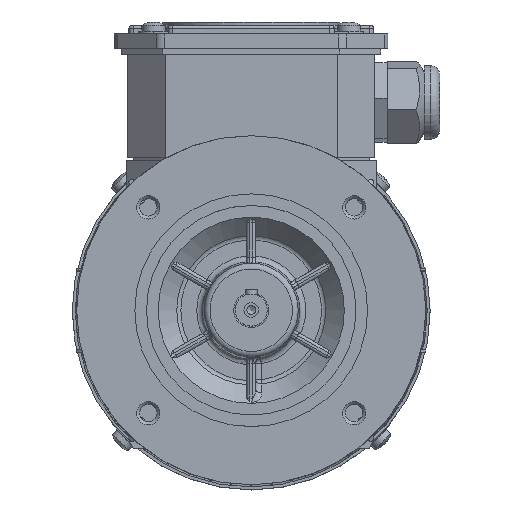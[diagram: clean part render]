
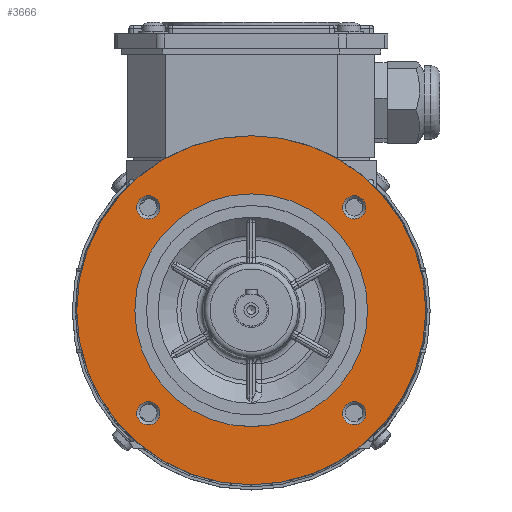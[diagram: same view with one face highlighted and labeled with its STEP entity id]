
A CAD part, top view. The second image highlights one B-rep face of the part: STEP entity #3666.
In plain terms, the highlighted planar face has unit normal (0, 0, 1).
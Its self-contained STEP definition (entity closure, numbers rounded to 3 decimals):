
#830=FACE_BOUND('',#7234,.T.);
#831=FACE_BOUND('',#7235,.T.);
#832=FACE_BOUND('',#7236,.T.);
#833=FACE_BOUND('',#7237,.T.);
#834=FACE_BOUND('',#7238,.T.);
#835=FACE_BOUND('',#7239,.T.);
#3666=ADVANCED_FACE('',(#830,#831,#832,#833,#834,#835),#4523,.F.);
#4523=PLANE('',#30533);
#7234=EDGE_LOOP('',(#14172));
#7235=EDGE_LOOP('',(#14173));
#7236=EDGE_LOOP('',(#14174));
#7237=EDGE_LOOP('',(#14175));
#7238=EDGE_LOOP('',(#14176));
#7239=EDGE_LOOP('',(#14177));
#14172=ORIENTED_EDGE('',*,*,#21925,.T.);
#14173=ORIENTED_EDGE('',*,*,#21926,.F.);
#14174=ORIENTED_EDGE('',*,*,#21924,.F.);
#14175=ORIENTED_EDGE('',*,*,#21916,.F.);
#14176=ORIENTED_EDGE('',*,*,#21908,.F.);
#14177=ORIENTED_EDGE('',*,*,#21900,.F.);
#17594=VERTEX_POINT('',#50328);
#17601=VERTEX_POINT('',#50347);
#17608=VERTEX_POINT('',#50366);
#17615=VERTEX_POINT('',#50385);
#17616=VERTEX_POINT('',#50388);
#17617=VERTEX_POINT('',#50390);
#21900=EDGE_CURVE('',#17594,#17594,#23165,.T.);
#21908=EDGE_CURVE('',#17601,#17601,#23173,.T.);
#21916=EDGE_CURVE('',#17608,#17608,#23181,.T.);
#21924=EDGE_CURVE('',#17615,#17615,#23189,.T.);
#21925=EDGE_CURVE('',#17616,#17616,#23190,.T.);
#21926=EDGE_CURVE('',#17617,#17617,#23191,.T.);
#23165=CIRCLE('',#30493,4.);
#23173=CIRCLE('',#30505,4.);
#23181=CIRCLE('',#30517,4.);
#23189=CIRCLE('',#30529,4.);
#23190=CIRCLE('',#30531,40.);
#23191=CIRCLE('',#30532,60.);
#30493=AXIS2_PLACEMENT_3D('',#50327,#37522,#37523);
#30505=AXIS2_PLACEMENT_3D('',#50346,#37546,#37547);
#30517=AXIS2_PLACEMENT_3D('',#50365,#37570,#37571);
#30529=AXIS2_PLACEMENT_3D('',#50384,#37594,#37595);
#30531=AXIS2_PLACEMENT_3D('',#50387,#37598,#37599);
#30532=AXIS2_PLACEMENT_3D('',#50389,#37600,#37601);
#30533=AXIS2_PLACEMENT_3D('',#50391,#37602,#37603);
#37522=DIRECTION('',(0.,0.,1.));
#37523=DIRECTION('',(0.,1.,0.));
#37546=DIRECTION('',(0.,0.,1.));
#37547=DIRECTION('',(-1.,0.,0.));
#37570=DIRECTION('',(0.,0.,1.));
#37571=DIRECTION('',(0.,-1.,0.));
#37594=DIRECTION('',(0.,0.,1.));
#37595=DIRECTION('',(1.,0.,0.));
#37598=DIRECTION('',(0.,0.,-1.));
#37599=DIRECTION('',(-1.,0.,0.));
#37600=DIRECTION('',(0.,0.,-1.));
#37601=DIRECTION('',(0.,-1.,0.));
#37602=DIRECTION('',(0.,0.,-1.));
#37603=DIRECTION('',(0.,1.,0.));
#50327=CARTESIAN_POINT('',(-19.119,2.866,42.2));
#50328=CARTESIAN_POINT('',(-19.119,6.866,42.2));
#50346=CARTESIAN_POINT('',(51.592,2.866,42.2));
#50347=CARTESIAN_POINT('',(47.592,2.866,42.2));
#50365=CARTESIAN_POINT('',(51.592,73.577,42.2));
#50366=CARTESIAN_POINT('',(51.592,69.577,42.2));
#50384=CARTESIAN_POINT('',(-19.119,73.577,42.2));
#50385=CARTESIAN_POINT('',(-15.119,73.577,42.2));
#50387=CARTESIAN_POINT('',(16.237,38.222,42.2));
#50388=CARTESIAN_POINT('',(-23.763,38.222,42.2));
#50389=CARTESIAN_POINT('',(16.237,38.222,42.2));
#50390=CARTESIAN_POINT('',(16.237,-21.778,42.2));
#50391=CARTESIAN_POINT('',(-59.326,-38.125,42.2));
